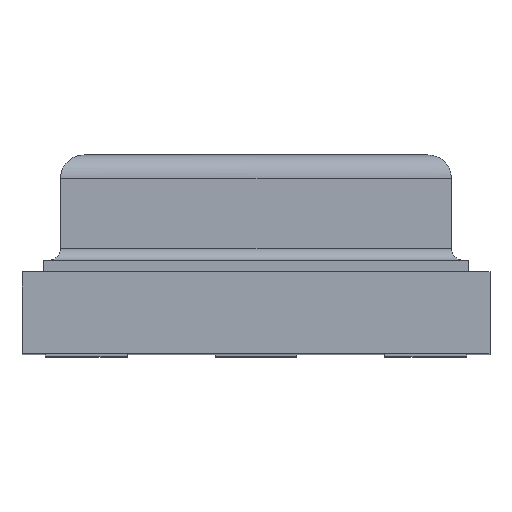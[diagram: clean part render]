
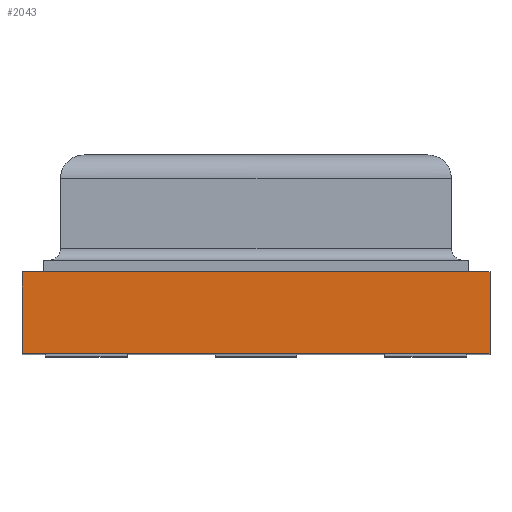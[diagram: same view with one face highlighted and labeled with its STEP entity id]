
A CAD part, top view. The second image highlights one B-rep face of the part: STEP entity #2043.
In plain terms, the highlighted planar face has unit normal (0, 0, 1).
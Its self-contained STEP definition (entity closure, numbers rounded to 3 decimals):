
#173 = DIRECTION ( 'NONE',  ( 0., -1., 0. ) ) ;
#245 = EDGE_LOOP ( 'NONE', ( #491, #2491, #2940, #2851 ) ) ;
#283 = LINE ( 'NONE', #1093, #825 ) ;
#321 = DIRECTION ( 'NONE',  ( 1., 0., 0. ) ) ;
#335 = AXIS2_PLACEMENT_3D ( 'NONE', #2311, #1749, #1467 ) ;
#491 = ORIENTED_EDGE ( 'NONE', *, *, #1810, .T. ) ;
#606 = CARTESIAN_POINT ( 'NONE',  ( -1., 0., 1.25 ) ) ;
#625 = CARTESIAN_POINT ( 'NONE',  ( -1., 0.35, 1.25 ) ) ;
#772 = DIRECTION ( 'NONE',  ( 1., 0., 0. ) ) ;
#795 = VERTEX_POINT ( 'NONE', #2588 ) ;
#796 = VERTEX_POINT ( 'NONE', #1729 ) ;
#825 = VECTOR ( 'NONE', #2504, 1000. ) ;
#1093 = CARTESIAN_POINT ( 'NONE',  ( -1., 0.35, 1.25 ) ) ;
#1400 = VECTOR ( 'NONE', #173, 1000. ) ;
#1467 = DIRECTION ( 'NONE',  ( -1., 0., 0. ) ) ;
#1651 = VERTEX_POINT ( 'NONE', #2649 ) ;
#1729 = CARTESIAN_POINT ( 'NONE',  ( 1., 0., 1.25 ) ) ;
#1749 = DIRECTION ( 'NONE',  ( 0., 0., -1. ) ) ;
#1810 = EDGE_CURVE ( 'NONE', #795, #796, #2338, .T. ) ;
#2015 = FACE_OUTER_BOUND ( 'NONE', #245, .T. ) ;
#2043 = ADVANCED_FACE ( 'NONE', ( #2015 ), #2841, .F. ) ;
#2228 = VECTOR ( 'NONE', #772, 1000. ) ;
#2311 = CARTESIAN_POINT ( 'NONE',  ( -1., 0.35, 1.25 ) ) ;
#2338 = LINE ( 'NONE', #606, #3122 ) ;
#2447 = LINE ( 'NONE', #3561, #2228 ) ;
#2491 = ORIENTED_EDGE ( 'NONE', *, *, #2971, .F. ) ;
#2504 = DIRECTION ( 'NONE',  ( 0., -1., 0. ) ) ;
#2588 = CARTESIAN_POINT ( 'NONE',  ( -1., 0., 1.25 ) ) ;
#2592 = VERTEX_POINT ( 'NONE', #625 ) ;
#2649 = CARTESIAN_POINT ( 'NONE',  ( 1., 0.35, 1.25 ) ) ;
#2841 = PLANE ( 'NONE',  #335 ) ;
#2851 = ORIENTED_EDGE ( 'NONE', *, *, #3058, .T. ) ;
#2940 = ORIENTED_EDGE ( 'NONE', *, *, #3094, .F. ) ;
#2971 = EDGE_CURVE ( 'NONE', #1651, #796, #3191, .T. ) ;
#3058 = EDGE_CURVE ( 'NONE', #2592, #795, #283, .T. ) ;
#3094 = EDGE_CURVE ( 'NONE', #2592, #1651, #2447, .T. ) ;
#3122 = VECTOR ( 'NONE', #321, 1000. ) ;
#3191 = LINE ( 'NONE', #3224, #1400 ) ;
#3224 = CARTESIAN_POINT ( 'NONE',  ( 1., 0.35, 1.25 ) ) ;
#3561 = CARTESIAN_POINT ( 'NONE',  ( -1., 0.35, 1.25 ) ) ;
